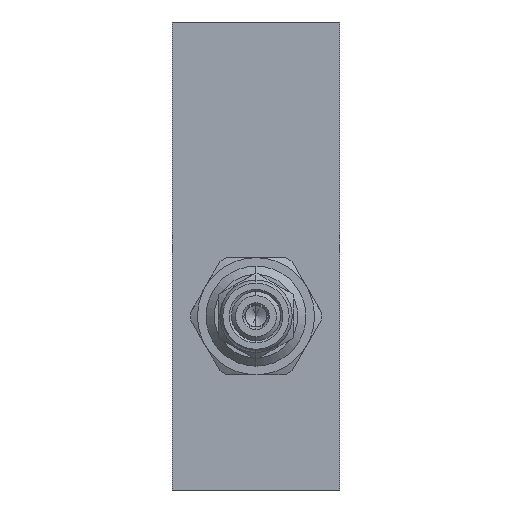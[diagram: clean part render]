
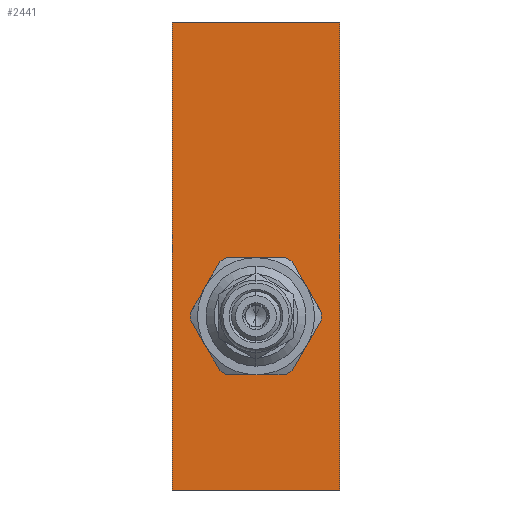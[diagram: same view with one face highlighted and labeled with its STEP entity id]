
A CAD part, left-side view. The second image highlights one B-rep face of the part: STEP entity #2441.
In plain terms, the highlighted planar face has unit normal (-1, 0, 0).
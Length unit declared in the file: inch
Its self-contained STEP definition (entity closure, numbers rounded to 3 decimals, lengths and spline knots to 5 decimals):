
#1=DIRECTION('',(0.,-1.,0.));
#2=VECTOR('',#1,1.25);
#3=CARTESIAN_POINT('',(0.,0.,0.));
#4=LINE('',#3,#2);
#47=DIRECTION('',(0.,0.,1.));
#48=VECTOR('',#47,3.5);
#49=CARTESIAN_POINT('',(0.,0.,0.));
#50=LINE('',#49,#48);
#51=CARTESIAN_POINT('',(0.,-0.625,1.3));
#52=DIRECTION('',(1.,0.,0.));
#53=DIRECTION('',(0.,0.,-1.));
#54=AXIS2_PLACEMENT_3D('',#51,#52,#53);
#56=CARTESIAN_POINT('',(0.,-0.625,1.3));
#57=DIRECTION('',(1.,0.,0.));
#58=DIRECTION('',(0.,0.,1.));
#59=AXIS2_PLACEMENT_3D('',#56,#57,#58);
#109=DIRECTION('',(0.,0.,1.));
#110=VECTOR('',#109,3.5);
#111=CARTESIAN_POINT('',(0.,-1.25,0.));
#112=LINE('',#111,#110);
#143=DIRECTION('',(0.,-1.,0.));
#144=VECTOR('',#143,1.25);
#145=CARTESIAN_POINT('',(0.,0.,3.5));
#146=LINE('',#145,#144);
#2067=CARTESIAN_POINT('',(0.,0.,0.));
#2068=CARTESIAN_POINT('',(0.,-1.25,0.));
#2069=VERTEX_POINT('',#2067);
#2070=VERTEX_POINT('',#2068);
#2075=CARTESIAN_POINT('',(0.,0.,3.5));
#2076=CARTESIAN_POINT('',(0.,-1.25,3.5));
#2077=VERTEX_POINT('',#2075);
#2078=VERTEX_POINT('',#2076);
#2207=CARTESIAN_POINT('',(0.,-0.625,1.7305));
#2208=VERTEX_POINT('',#2207);
#2213=CARTESIAN_POINT('',(0.,-0.625,0.8695));
#2214=VERTEX_POINT('',#2213);
#2421=CARTESIAN_POINT('',(0.,0.,0.));
#2422=DIRECTION('',(-1.,0.,0.));
#2423=DIRECTION('',(0.,-1.,0.));
#2424=AXIS2_PLACEMENT_3D('',#2421,#2422,#2423);
#2425=PLANE('',#2424);
#2426=ORIENTED_EDGE('',*,*,#2392,.F.);
#2428=ORIENTED_EDGE('',*,*,#2427,.T.);
#2430=ORIENTED_EDGE('',*,*,#2429,.T.);
#2432=ORIENTED_EDGE('',*,*,#2431,.F.);
#2433=EDGE_LOOP('',(#2426,#2428,#2430,#2432));
#2434=FACE_OUTER_BOUND('',#2433,.F.);
#2436=ORIENTED_EDGE('',*,*,#2435,.F.);
#2438=ORIENTED_EDGE('',*,*,#2437,.F.);
#2439=EDGE_LOOP('',(#2436,#2438));
#2440=FACE_BOUND('',#2439,.F.);
#2441=ADVANCED_FACE('',(#2434,#2440),#2425,.T.);
#55=CIRCLE('',#54,0.4305);
#60=CIRCLE('',#59,0.4305);
#2392=EDGE_CURVE('',#2069,#2070,#4,.T.);
#2427=EDGE_CURVE('',#2069,#2077,#50,.T.);
#2429=EDGE_CURVE('',#2077,#2078,#146,.T.);
#2431=EDGE_CURVE('',#2070,#2078,#112,.T.);
#2435=EDGE_CURVE('',#2214,#2208,#55,.T.);
#2437=EDGE_CURVE('',#2208,#2214,#60,.T.);
